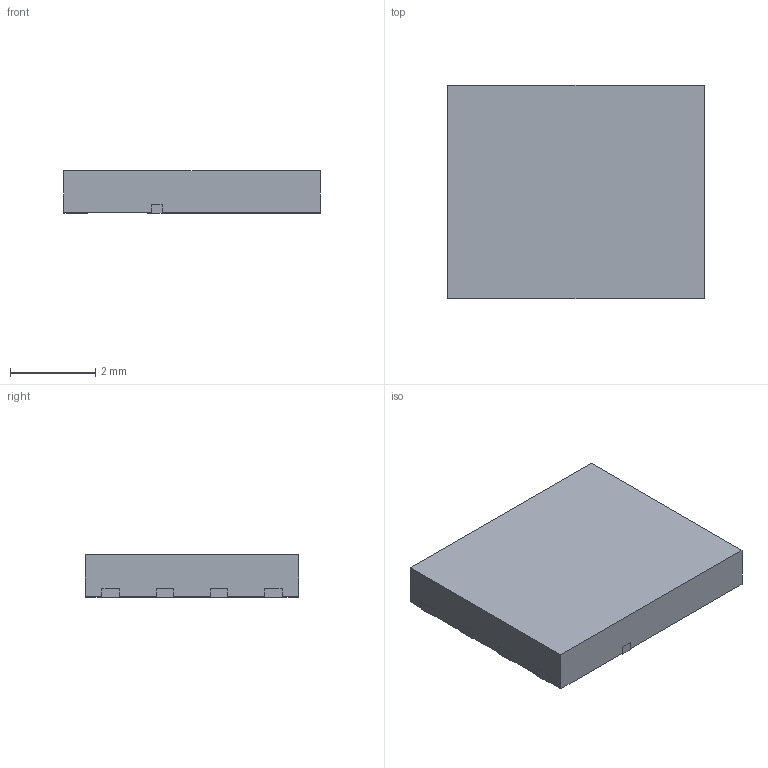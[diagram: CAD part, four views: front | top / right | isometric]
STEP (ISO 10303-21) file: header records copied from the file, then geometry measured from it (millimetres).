
FILE_DESCRIPTION((''),'2;1');
FILE_NAME('DNK0008A_ASM','2019-08-15T07:23:55',('a0412086'),(''),'CREO PARAMETRIC BY PTC INC, 2018020','CREO PARAMETRIC BY PTC INC, 2018020','');
FILE_SCHEMA(('AUTOMOTIVE_DESIGN { 1 0 10303 214 1 1 1 1 }'));
Length unit declared in the file: millimetre
Products named in the file (3): FRAME; MOLD; DNK0008A_ASM
Assembly tree (2 placements, depth 2):
  DNK0008A_ASM
    FRAME
    MOLD
Bounding box: 6 x 5 x 1 mm (x, y, z)
Volume: 29.7 mm3; surface area: 123.6 mm2
Topology: 6 solids, 6 shells, 116 faces, 312 edges, 208 vertices
Faces by surface type: plane 114, cylinder 2
Entity records: 4783 total; most frequent: CARTESIAN_POINT 648, ORIENTED_EDGE 624, DIRECTION 558, PRESENTATION_STYLE_ASSIGNMENT 328, STYLED_ITEM 318, CURVE_STYLE 312, EDGE_CURVE 312, VECTOR 308
